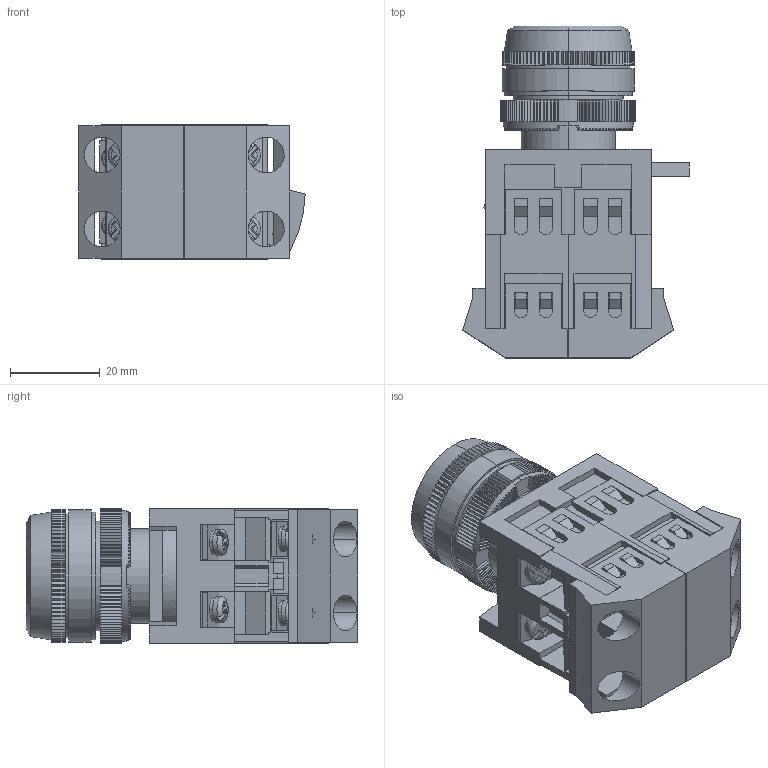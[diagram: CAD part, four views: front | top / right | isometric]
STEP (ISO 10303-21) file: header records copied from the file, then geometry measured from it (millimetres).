
FILE_DESCRIPTION (( 'STEP AP214' ), '1' );
FILE_NAME ('BBT30-ABLFS-K08 Êíîïêà ABLFS-22 ïðîçðà÷íûé d22ìì íåîí_240Â 1ç+1ð ÈÝÊ.STEP', '2017-11-01T12:03:07', ( '' ), ( '' ), 'SwSTEP 2.0', 'SolidWorks 2014', '' );
FILE_SCHEMA (( 'AUTOMOTIVE_DESIGN' ));
Length unit declared in the file: millimetre
Products named in the file (1): BBT30-ABLFS-K08 Êíîïêà ABLFS-22 ïðîçðà÷íûé d22ìì íåîí_240Â 1ç+1ð ÈÝÊ
Bounding box: 50.5 x 74 x 30 mm (x, y, z)
Volume: 51452.4 mm3; surface area: 29138.3 mm2
Topology: 5 solids, 5 shells, 1835 faces, 4978 edges, 3190 vertices
Faces by surface type: plane 1553, cylinder 264, torus 12, cone 6
Entity records: 57447 total; most frequent: CARTESIAN_POINT 11516, ORIENTED_EDGE 9956, DIRECTION 9287, EDGE_CURVE 4978, VECTOR 3421, LINE 3421, VERTEX_POINT 3190, AXIS2_PLACEMENT_3D 2933
